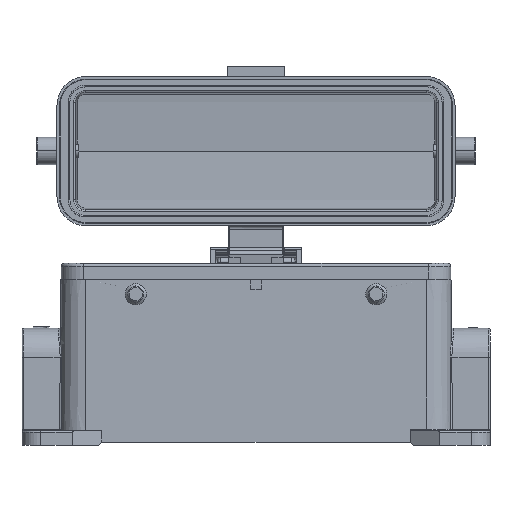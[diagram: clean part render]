
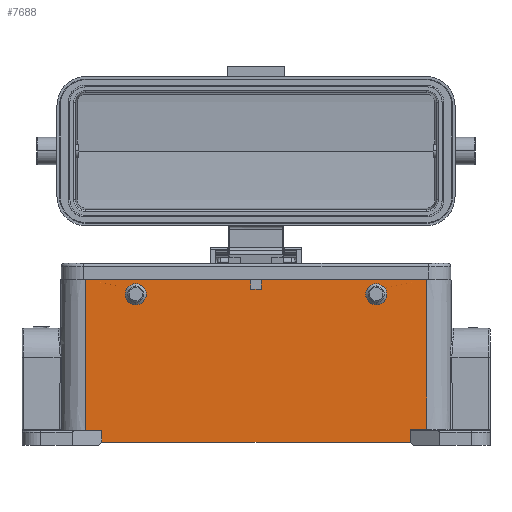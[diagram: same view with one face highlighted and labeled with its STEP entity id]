
A CAD part, left-side view. The second image highlights one B-rep face of the part: STEP entity #7688.
In plain terms, the highlighted planar face has unit normal (-1, 0, 0.009).
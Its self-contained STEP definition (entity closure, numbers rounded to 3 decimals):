
#283=ELLIPSE('',#27826,1.5,1.5);
#285=ELLIPSE('',#27829,1.5,1.5);
#2518=LINE('',#37814,#4206);
#2520=LINE('',#37818,#4208);
#2529=LINE('',#37836,#4217);
#2536=LINE('',#37857,#4224);
#2537=LINE('',#37859,#4225);
#2538=LINE('',#37861,#4226);
#2539=LINE('',#37862,#4227);
#2540=LINE('',#37864,#4228);
#2541=LINE('',#37866,#4229);
#2542=LINE('',#37867,#4230);
#2543=LINE('',#37869,#4231);
#2544=LINE('',#37871,#4232);
#4206=VECTOR('',#30675,1.);
#4208=VECTOR('',#30679,1.);
#4217=VECTOR('',#30692,1.);
#4224=VECTOR('',#30709,1.);
#4225=VECTOR('',#30712,1.);
#4226=VECTOR('',#30713,1.);
#4227=VECTOR('',#30714,1.);
#4228=VECTOR('',#30715,1.);
#4229=VECTOR('',#30716,1.);
#4230=VECTOR('',#30717,1.);
#4231=VECTOR('',#30718,1.);
#4232=VECTOR('',#30719,1.);
#7688=ADVANCED_FACE('',(#9808,#9809,#9810),#9301,.T.);
#9301=PLANE('',#27880);
#9808=FACE_BOUND('',#10035,.T.);
#9809=FACE_BOUND('',#10036,.T.);
#9810=FACE_BOUND('',#10037,.T.);
#10035=EDGE_LOOP('',(#11964,#11965,#11966,#11967,#11968,#11969,#11970,#11971,
#11972,#11973,#11974,#11975));
#10036=EDGE_LOOP('',(#11976));
#10037=EDGE_LOOP('',(#11977));
#11964=ORIENTED_EDGE('',*,*,#22748,.T.);
#11965=ORIENTED_EDGE('',*,*,#22736,.T.);
#11966=ORIENTED_EDGE('',*,*,#22747,.T.);
#11967=ORIENTED_EDGE('',*,*,#22749,.T.);
#11968=ORIENTED_EDGE('',*,*,#22727,.F.);
#11969=ORIENTED_EDGE('',*,*,#22725,.T.);
#11970=ORIENTED_EDGE('',*,*,#22750,.T.);
#11971=ORIENTED_EDGE('',*,*,#22751,.F.);
#11972=ORIENTED_EDGE('',*,*,#22752,.F.);
#11973=ORIENTED_EDGE('',*,*,#22753,.T.);
#11974=ORIENTED_EDGE('',*,*,#22754,.T.);
#11975=ORIENTED_EDGE('',*,*,#22755,.T.);
#11976=ORIENTED_EDGE('',*,*,#22654,.T.);
#11977=ORIENTED_EDGE('',*,*,#22652,.T.);
#20042=VERTEX_POINT('',#37632);
#20044=VERTEX_POINT('',#37637);
#20063=VERTEX_POINT('',#37678);
#20103=VERTEX_POINT('',#37813);
#20104=VERTEX_POINT('',#37815);
#20105=VERTEX_POINT('',#37819);
#20112=VERTEX_POINT('',#37837);
#20113=VERTEX_POINT('',#37838);
#20120=VERTEX_POINT('',#37856);
#20121=VERTEX_POINT('',#37860);
#20122=VERTEX_POINT('',#37863);
#20123=VERTEX_POINT('',#37865);
#20124=VERTEX_POINT('',#37868);
#20125=VERTEX_POINT('',#37870);
#22652=EDGE_CURVE('',#20042,#20042,#283,.T.);
#22654=EDGE_CURVE('',#20044,#20044,#285,.T.);
#22725=EDGE_CURVE('',#20104,#20103,#2518,.T.);
#22727=EDGE_CURVE('',#20104,#20105,#2520,.T.);
#22736=EDGE_CURVE('',#20112,#20113,#2529,.T.);
#22747=EDGE_CURVE('',#20113,#20120,#2536,.T.);
#22748=EDGE_CURVE('',#20121,#20112,#2537,.T.);
#22749=EDGE_CURVE('',#20120,#20105,#2538,.T.);
#22750=EDGE_CURVE('',#20103,#20122,#2539,.T.);
#22751=EDGE_CURVE('',#20123,#20122,#2540,.T.);
#22752=EDGE_CURVE('',#20063,#20123,#2541,.T.);
#22753=EDGE_CURVE('',#20063,#20124,#2542,.T.);
#22754=EDGE_CURVE('',#20124,#20125,#2543,.T.);
#22755=EDGE_CURVE('',#20125,#20121,#2544,.T.);
#27826=AXIS2_PLACEMENT_3D('',#37631,#30549,#30550);
#27829=AXIS2_PLACEMENT_3D('',#37636,#30555,#30556);
#27880=AXIS2_PLACEMENT_3D('',#37872,#30720,#30721);
#30549=DIRECTION('',(1.,0.,-0.009));
#30550=DIRECTION('',(-0.009,0.,-1.));
#30555=DIRECTION('',(1.,0.,-0.009));
#30556=DIRECTION('',(-0.009,0.,-1.));
#30675=DIRECTION('',(0.,1.,0.));
#30679=DIRECTION('',(-0.009,0.,-1.));
#30692=DIRECTION('',(0.,1.,0.));
#30709=DIRECTION('',(-0.009,0.,-1.));
#30712=DIRECTION('',(0.009,0.,1.));
#30713=DIRECTION('',(0.,1.,0.));
#30714=DIRECTION('',(-0.009,0.,-1.));
#30715=DIRECTION('',(0.,1.,0.));
#30716=DIRECTION('',(0.009,0.,1.));
#30717=DIRECTION('',(0.,-1.,0.));
#30718=DIRECTION('',(0.009,0.,1.));
#30719=DIRECTION('',(0.,-1.,0.));
#30720=DIRECTION('',(-1.,0.,0.009));
#30721=DIRECTION('',(0.,1.,0.));
#37631=CARTESIAN_POINT('',(-21.539,37.,46.5));
#37632=CARTESIAN_POINT('',(-21.552,37.,45.));
#37636=CARTESIAN_POINT('',(-21.539,-37.,46.5));
#37637=CARTESIAN_POINT('',(-21.552,-37.,45.));
#37678=CARTESIAN_POINT('',(-21.936,47.5,1.));
#37813=CARTESIAN_POINT('',(-21.5,52.5,51.));
#37814=CARTESIAN_POINT('',(-21.5,1.6,51.));
#37815=CARTESIAN_POINT('',(-21.5,1.6,51.));
#37818=CARTESIAN_POINT('',(-21.5,1.6,51.));
#37819=CARTESIAN_POINT('',(-21.526,1.6,48.));
#37836=CARTESIAN_POINT('',(-21.5,-52.5,51.));
#37837=CARTESIAN_POINT('',(-21.5,-52.5,51.));
#37838=CARTESIAN_POINT('',(-21.5,-1.6,51.));
#37856=CARTESIAN_POINT('',(-21.526,-1.6,48.));
#37857=CARTESIAN_POINT('',(-21.5,-1.6,51.));
#37859=CARTESIAN_POINT('',(-21.901,-52.5,4.996));
#37860=CARTESIAN_POINT('',(-21.901,-52.5,4.996));
#37861=CARTESIAN_POINT('',(-21.526,-1.6,48.));
#37862=CARTESIAN_POINT('',(-21.5,52.5,51.));
#37863=CARTESIAN_POINT('',(-21.906,52.5,4.5));
#37864=CARTESIAN_POINT('',(-21.906,47.5,4.5));
#37865=CARTESIAN_POINT('',(-21.906,47.5,4.5));
#37866=CARTESIAN_POINT('',(-21.936,47.5,1.));
#37867=CARTESIAN_POINT('',(-21.936,47.5,1.));
#37868=CARTESIAN_POINT('',(-21.936,-47.5,1.));
#37869=CARTESIAN_POINT('',(-21.936,-47.5,1.));
#37870=CARTESIAN_POINT('',(-21.901,-47.5,4.996));
#37871=CARTESIAN_POINT('',(-21.901,-47.5,4.996));
#37872=CARTESIAN_POINT('',(-21.5,55.148,51.));
